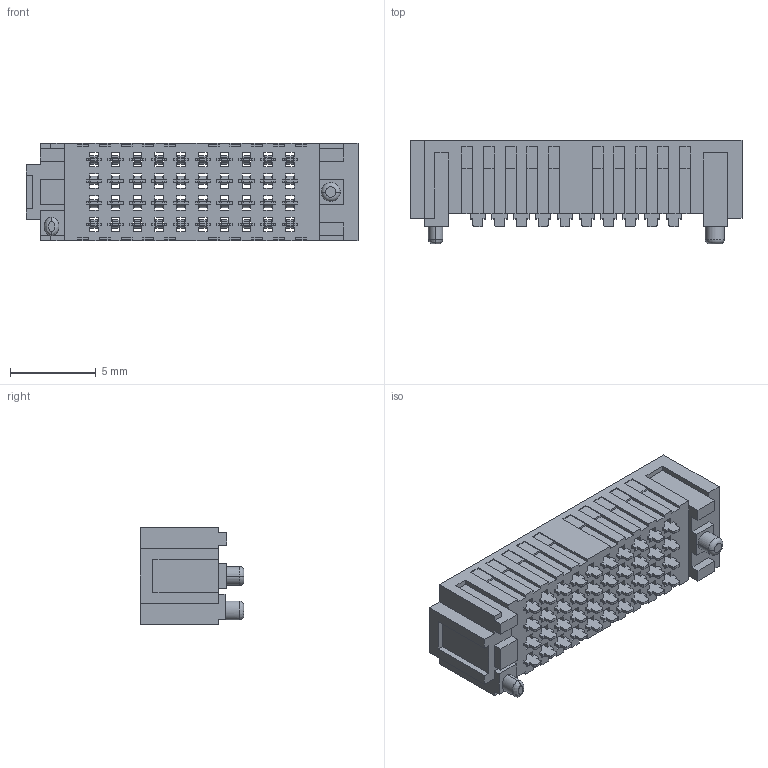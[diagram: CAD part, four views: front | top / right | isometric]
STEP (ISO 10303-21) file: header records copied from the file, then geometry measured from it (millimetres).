
FILE_DESCRIPTION((''),'2;1');
FILE_NAME('FBB12701-F040S3003BKMH51_ASM','2023-10-19T',('工程三'),(''),'PRO/ENGINEER BY PARAMETRIC TECHNOLOGY CORPORATION, 2010280','PRO/ENGINEER BY PARAMETRIC TECHNOLOGY CORPORATION, 2010280','');
FILE_SCHEMA(('CONFIG_CONTROL_DESIGN'));
Length unit declared in the file: millimetre
Products named in the file (3): FBB12701-F40-BASE_H51; FBB127XX-F_T; FBB12701-F040S3003BKMH51_ASM
Assembly tree (41 placements, depth 2):
  FBB12701-F040S3003BKMH51_ASM
    FBB12701-F40-BASE_H51
    FBB127XX-F_T  x40
Bounding box: 19.36 x 6.05 x 5.66 mm (x, y, z)
Volume: 255.9 mm3; surface area: 1252.9 mm2
Topology: 41 solids, 41 shells, 2024 faces, 5880 edges, 3900 vertices
Faces by surface type: plane 1674, cylinder 344, extrusion 2, bspline 2, torus 2
Entity records: 29293 total; most frequent: CARTESIAN_POINT 5479, ORIENTED_EDGE 5208, DIRECTION 4456, EDGE_CURVE 2604, VECTOR 2524, LINE 2522, VERTEX_POINT 1716, AXIS2_PLACEMENT_3D 966
